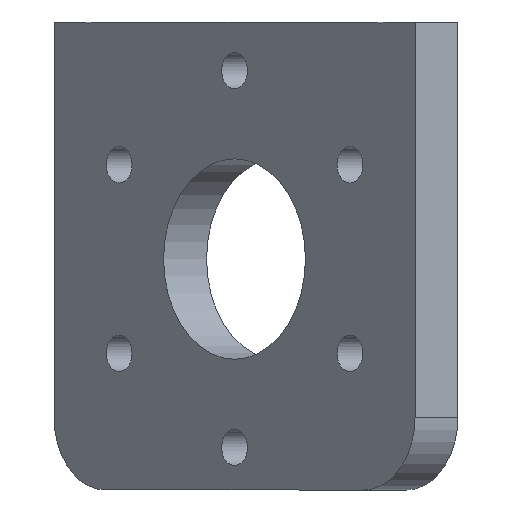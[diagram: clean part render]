
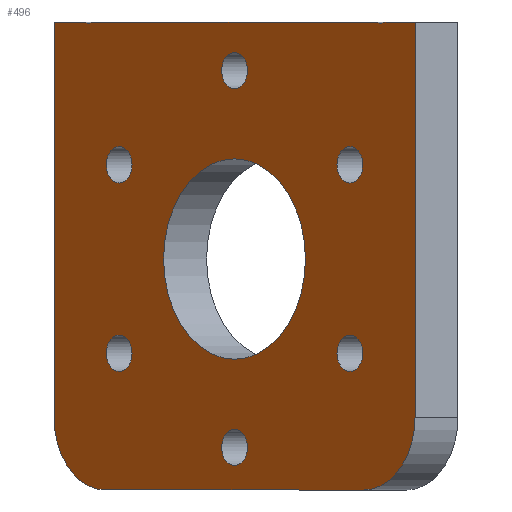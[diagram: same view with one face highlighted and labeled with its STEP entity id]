
A CAD part, front view. The second image highlights one B-rep face of the part: STEP entity #496.
In plain terms, the highlighted face is planar.
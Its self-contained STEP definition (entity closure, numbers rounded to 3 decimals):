
#28=FACE_BOUND('',#81,.T.);
#29=FACE_BOUND('',#82,.T.);
#30=FACE_BOUND('',#83,.T.);
#31=FACE_BOUND('',#84,.T.);
#32=FACE_BOUND('',#85,.T.);
#33=FACE_BOUND('',#86,.T.);
#34=FACE_BOUND('',#87,.T.);
#36=PLANE('',#549);
#48=FACE_OUTER_BOUND('',#80,.T.);
#80=EDGE_LOOP('',(#367,#368,#369,#370,#371,#372,#373,#374,#375,#376));
#81=EDGE_LOOP('',(#377));
#82=EDGE_LOOP('',(#378));
#83=EDGE_LOOP('',(#379));
#84=EDGE_LOOP('',(#380));
#85=EDGE_LOOP('',(#381));
#86=EDGE_LOOP('',(#382));
#87=EDGE_LOOP('',(#383));
#108=CIRCLE('',#534,2.);
#110=CIRCLE('',#538,2.);
#120=CIRCLE('',#550,6.);
#121=CIRCLE('',#551,6.);
#122=CIRCLE('',#552,8.25);
#123=CIRCLE('',#553,1.5);
#124=CIRCLE('',#554,1.5);
#125=CIRCLE('',#555,1.5);
#126=CIRCLE('',#556,1.5);
#127=CIRCLE('',#557,1.5);
#128=CIRCLE('',#558,1.5);
#151=LINE('',#844,#188);
#152=LINE('',#846,#189);
#153=LINE('',#848,#190);
#154=LINE('',#852,#191);
#155=LINE('',#856,#192);
#156=LINE('',#857,#193);
#188=VECTOR('',#643,10.);
#189=VECTOR('',#644,10.);
#190=VECTOR('',#645,10.);
#191=VECTOR('',#648,10.);
#192=VECTOR('',#651,10.);
#193=VECTOR('',#652,10.);
#220=VERTEX_POINT('',#762);
#222=VERTEX_POINT('',#775);
#228=VERTEX_POINT('',#798);
#230=VERTEX_POINT('',#811);
#244=VERTEX_POINT('',#845);
#245=VERTEX_POINT('',#847);
#246=VERTEX_POINT('',#849);
#247=VERTEX_POINT('',#851);
#248=VERTEX_POINT('',#853);
#249=VERTEX_POINT('',#855);
#250=VERTEX_POINT('',#858);
#251=VERTEX_POINT('',#860);
#252=VERTEX_POINT('',#862);
#253=VERTEX_POINT('',#864);
#254=VERTEX_POINT('',#866);
#255=VERTEX_POINT('',#868);
#256=VERTEX_POINT('',#870);
#270=EDGE_CURVE('',#220,#222,#108,.T.);
#278=EDGE_CURVE('',#228,#230,#110,.T.);
#294=EDGE_CURVE('',#222,#228,#151,.T.);
#295=EDGE_CURVE('',#230,#244,#152,.T.);
#296=EDGE_CURVE('',#244,#245,#153,.T.);
#297=EDGE_CURVE('',#246,#245,#120,.T.);
#298=EDGE_CURVE('',#246,#247,#154,.T.);
#299=EDGE_CURVE('',#248,#247,#121,.T.);
#300=EDGE_CURVE('',#248,#249,#155,.T.);
#301=EDGE_CURVE('',#249,#220,#156,.T.);
#302=EDGE_CURVE('',#250,#250,#122,.T.);
#303=EDGE_CURVE('',#251,#251,#123,.T.);
#304=EDGE_CURVE('',#252,#252,#124,.T.);
#305=EDGE_CURVE('',#253,#253,#125,.T.);
#306=EDGE_CURVE('',#254,#254,#126,.T.);
#307=EDGE_CURVE('',#255,#255,#127,.T.);
#308=EDGE_CURVE('',#256,#256,#128,.T.);
#367=ORIENTED_EDGE('',*,*,#270,.T.);
#368=ORIENTED_EDGE('',*,*,#294,.T.);
#369=ORIENTED_EDGE('',*,*,#278,.T.);
#370=ORIENTED_EDGE('',*,*,#295,.T.);
#371=ORIENTED_EDGE('',*,*,#296,.T.);
#372=ORIENTED_EDGE('',*,*,#297,.F.);
#373=ORIENTED_EDGE('',*,*,#298,.T.);
#374=ORIENTED_EDGE('',*,*,#299,.F.);
#375=ORIENTED_EDGE('',*,*,#300,.T.);
#376=ORIENTED_EDGE('',*,*,#301,.T.);
#377=ORIENTED_EDGE('',*,*,#302,.T.);
#378=ORIENTED_EDGE('',*,*,#303,.T.);
#379=ORIENTED_EDGE('',*,*,#304,.T.);
#380=ORIENTED_EDGE('',*,*,#305,.T.);
#381=ORIENTED_EDGE('',*,*,#306,.T.);
#382=ORIENTED_EDGE('',*,*,#307,.T.);
#383=ORIENTED_EDGE('',*,*,#308,.T.);
#496=ADVANCED_FACE('',(#48,#28,#29,#30,#31,#32,#33,#34),#36,.T.);
#534=AXIS2_PLACEMENT_3D('',#777,#601,#602);
#538=AXIS2_PLACEMENT_3D('',#813,#613,#614);
#549=AXIS2_PLACEMENT_3D('',#843,#641,#642);
#550=AXIS2_PLACEMENT_3D('',#850,#646,#647);
#551=AXIS2_PLACEMENT_3D('',#854,#649,#650);
#552=AXIS2_PLACEMENT_3D('',#859,#653,#654);
#553=AXIS2_PLACEMENT_3D('',#861,#655,#656);
#554=AXIS2_PLACEMENT_3D('',#863,#657,#658);
#555=AXIS2_PLACEMENT_3D('',#865,#659,#660);
#556=AXIS2_PLACEMENT_3D('',#867,#661,#662);
#557=AXIS2_PLACEMENT_3D('',#869,#663,#664);
#558=AXIS2_PLACEMENT_3D('',#871,#665,#666);
#601=DIRECTION('center_axis',(0.,0.,-1.));
#602=DIRECTION('ref_axis',(1.,0.,0.));
#613=DIRECTION('center_axis',(0.,0.,-1.));
#614=DIRECTION('ref_axis',(1.,0.,0.));
#641=DIRECTION('center_axis',(0.,0.,1.));
#642=DIRECTION('ref_axis',(1.,0.,0.));
#643=DIRECTION('',(1.,0.,0.));
#644=DIRECTION('',(1.,0.,0.));
#645=DIRECTION('',(0.,1.,0.));
#646=DIRECTION('center_axis',(0.,0.,-1.));
#647=DIRECTION('ref_axis',(0.707,0.707,0.));
#648=DIRECTION('',(-1.,0.,0.));
#649=DIRECTION('center_axis',(0.,0.,-1.));
#650=DIRECTION('ref_axis',(-0.707,0.707,0.));
#651=DIRECTION('',(0.,-1.,0.));
#652=DIRECTION('',(1.,0.,0.));
#653=DIRECTION('center_axis',(0.,0.,-1.));
#654=DIRECTION('ref_axis',(-1.,0.,0.));
#655=DIRECTION('center_axis',(0.,0.,-1.));
#656=DIRECTION('ref_axis',(1.,0.,0.));
#657=DIRECTION('center_axis',(0.,0.,-1.));
#658=DIRECTION('ref_axis',(1.,0.,0.));
#659=DIRECTION('center_axis',(0.,0.,-1.));
#660=DIRECTION('ref_axis',(1.,0.,0.));
#661=DIRECTION('center_axis',(0.,0.,-1.));
#662=DIRECTION('ref_axis',(1.,0.,0.));
#663=DIRECTION('center_axis',(0.,0.,-1.));
#664=DIRECTION('ref_axis',(1.,0.,0.));
#665=DIRECTION('center_axis',(0.,0.,-1.));
#666=DIRECTION('ref_axis',(1.,0.,0.));
#762=CARTESIAN_POINT('',(-17.624,-19.5,5.));
#775=CARTESIAN_POINT('',(-16.376,-19.5,5.));
#777=CARTESIAN_POINT('Origin',(-17.,-21.4,5.));
#798=CARTESIAN_POINT('',(16.376,-19.5,5.));
#811=CARTESIAN_POINT('',(17.624,-19.5,5.));
#813=CARTESIAN_POINT('Origin',(17.,-21.4,5.));
#843=CARTESIAN_POINT('Origin',(0.,-0.25,5.));
#844=CARTESIAN_POINT('',(-21.,-19.5,5.));
#845=CARTESIAN_POINT('',(21.,-19.5,5.));
#846=CARTESIAN_POINT('',(-21.,-19.5,5.));
#847=CARTESIAN_POINT('',(21.,13.,5.));
#848=CARTESIAN_POINT('',(21.,-19.5,5.));
#849=CARTESIAN_POINT('',(15.,19.,5.));
#850=CARTESIAN_POINT('Origin',(15.,13.,5.));
#851=CARTESIAN_POINT('',(-15.,19.,5.));
#852=CARTESIAN_POINT('',(21.,19.,5.));
#853=CARTESIAN_POINT('',(-21.,13.,5.));
#854=CARTESIAN_POINT('Origin',(-15.,13.,5.));
#855=CARTESIAN_POINT('',(-21.,-19.5,5.));
#856=CARTESIAN_POINT('',(-21.,19.,5.));
#857=CARTESIAN_POINT('',(-21.,-19.5,5.));
#858=CARTESIAN_POINT('',(8.25,0.,5.));
#859=CARTESIAN_POINT('Origin',(0.,0.,5.));
#860=CARTESIAN_POINT('',(-14.923,7.75,5.));
#861=CARTESIAN_POINT('Origin',(-13.423,7.75,5.));
#862=CARTESIAN_POINT('',(11.923,7.75,5.));
#863=CARTESIAN_POINT('Origin',(13.423,7.75,5.));
#864=CARTESIAN_POINT('',(-1.5,-15.5,5.));
#865=CARTESIAN_POINT('Origin',(0.,-15.5,5.));
#866=CARTESIAN_POINT('',(11.923,-7.75,5.));
#867=CARTESIAN_POINT('Origin',(13.423,-7.75,5.));
#868=CARTESIAN_POINT('',(-14.923,-7.75,5.));
#869=CARTESIAN_POINT('Origin',(-13.423,-7.75,5.));
#870=CARTESIAN_POINT('',(-1.5,15.5,5.));
#871=CARTESIAN_POINT('Origin',(0.,15.5,5.));
